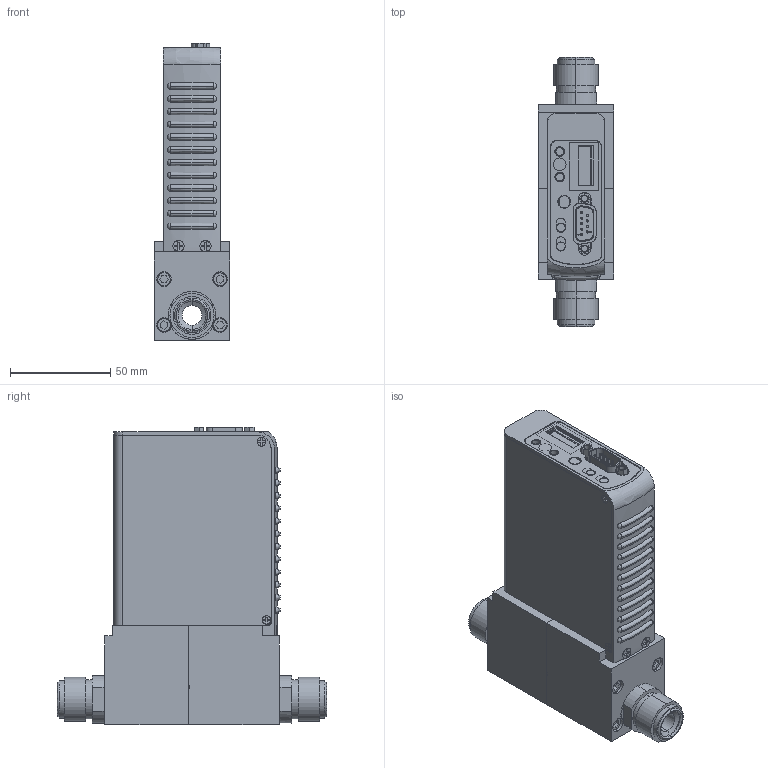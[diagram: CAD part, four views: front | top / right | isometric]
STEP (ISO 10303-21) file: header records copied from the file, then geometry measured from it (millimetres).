
FILE_DESCRIPTION (( 'STEP AP203' ), '1' );
FILE_NAME ('GF101-GF-121-GF126-V1-G1.STEP', '2017-07-27T19:24:23', ( 'mrutkowski' ), ( 'Hewlett-Packard Company' ), 'SwSTEP 2.0', 'SolidWorks 2017', '' );
FILE_SCHEMA (( 'CONFIG_CONTROL_DESIGN' ));
Length unit declared in the file: inch
Products named in the file (1): GF101-GF-121-GF126-V1-G1
Bounding box: 37.59 x 134.21 x 148.45 mm (x, y, z)
Surface area: 61325.9 mm2 (no closed solid volume)
Topology: 0 solids, 194 shells, 757 faces, 3227 edges, 2705 vertices
Faces by surface type: plane 450, bspline 145, cylinder 137, cone 24, torus 1
Entity records: 38521 total; most frequent: CARTESIAN_POINT 15259, ORIENTED_EDGE 4406, DIRECTION 3641, EDGE_CURVE 3227, VERTEX_POINT 2705, LINE 1479, VECTOR 1479, B_SPLINE_CURVE_WITH_KNOTS 1262
